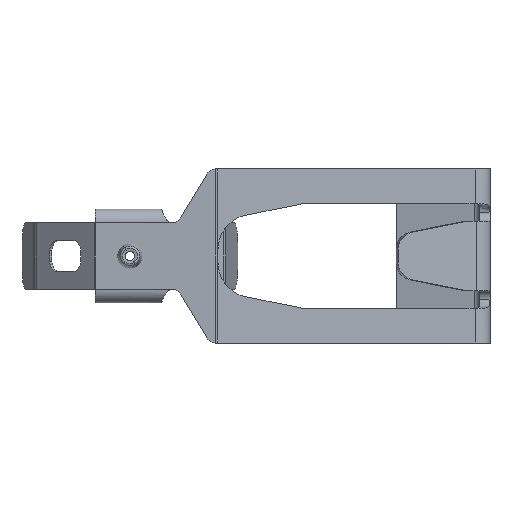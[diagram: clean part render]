
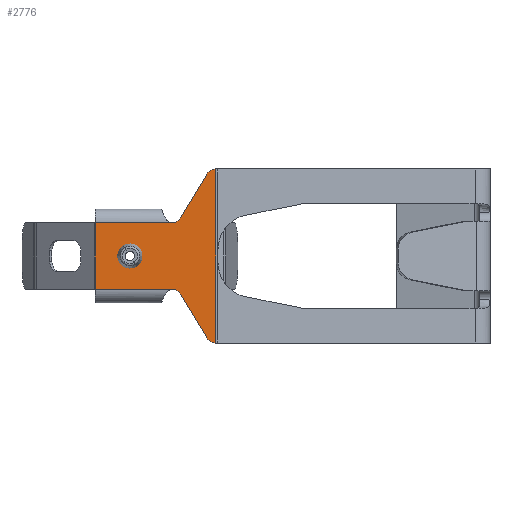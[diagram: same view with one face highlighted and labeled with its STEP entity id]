
A CAD part, left-side view. The second image highlights one B-rep face of the part: STEP entity #2776.
In plain terms, the highlighted planar face has unit normal (-1, 0, 0).
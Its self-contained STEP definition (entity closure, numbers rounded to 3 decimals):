
#439 = DIRECTION ( 'NONE',  ( 0., -0.515, 0.857 ) ) ;
#511 = EDGE_CURVE ( 'NONE', #1800, #5598, #4146, .T. ) ;
#512 = VECTOR ( 'NONE', #1579, 1000. ) ;
#597 = CIRCLE ( 'NONE', #2607, 3. ) ;
#598 = ORIENTED_EDGE ( 'NONE', *, *, #3198, .F. ) ;
#611 = CIRCLE ( 'NONE', #1367, 3. ) ;
#697 = EDGE_LOOP ( 'NONE', ( #5269, #1393 ) ) ;
#794 = AXIS2_PLACEMENT_3D ( 'NONE', #3356, #882, #4410 ) ;
#804 = DIRECTION ( 'NONE',  ( 0., 0., 1. ) ) ;
#882 = DIRECTION ( 'NONE',  ( 1., 0., 0. ) ) ;
#966 = EDGE_LOOP ( 'NONE', ( #1622, #2293, #3572, #4270, #1555, #1540, #598, #2067, #1262, #3142 ) ) ;
#1024 = EDGE_CURVE ( 'NONE', #5810, #5169, #5766, .T. ) ;
#1073 = CARTESIAN_POINT ( 'NONE',  ( -12.878, -45.939, -9.5 ) ) ;
#1262 = ORIENTED_EDGE ( 'NONE', *, *, #2230, .F. ) ;
#1367 = AXIS2_PLACEMENT_3D ( 'NONE', #2105, #5599, #2615 ) ;
#1393 = ORIENTED_EDGE ( 'NONE', *, *, #4017, .T. ) ;
#1396 = CARTESIAN_POINT ( 'NONE',  ( -12.878, -45.939, 25. ) ) ;
#1436 = CIRCLE ( 'NONE', #6066, 3. ) ;
#1454 = VERTEX_POINT ( 'NONE', #3725 ) ;
#1511 = LINE ( 'NONE', #3431, #4057 ) ;
#1540 = ORIENTED_EDGE ( 'NONE', *, *, #1024, .F. ) ;
#1555 = ORIENTED_EDGE ( 'NONE', *, *, #3769, .T. ) ;
#1579 = DIRECTION ( 'NONE',  ( 0., 1., 0. ) ) ;
#1591 = EDGE_CURVE ( 'NONE', #5427, #5196, #597, .T. ) ;
#1621 = VERTEX_POINT ( 'NONE', #2190 ) ;
#1622 = ORIENTED_EDGE ( 'NONE', *, *, #2484, .F. ) ;
#1626 = VECTOR ( 'NONE', #2154, 1000. ) ;
#1672 = LINE ( 'NONE', #5351, #2858 ) ;
#1800 = VERTEX_POINT ( 'NONE', #5809 ) ;
#1846 = LINE ( 'NONE', #1073, #512 ) ;
#1916 = CIRCLE ( 'NONE', #2754, 2.9 ) ;
#2067 = ORIENTED_EDGE ( 'NONE', *, *, #5198, .F. ) ;
#2098 = FACE_BOUND ( 'NONE', #697, .T. ) ;
#2105 = CARTESIAN_POINT ( 'NONE',  ( -12.878, 91.46, 12.5 ) ) ;
#2129 = AXIS2_PLACEMENT_3D ( 'NONE', #2762, #6253, #3273 ) ;
#2154 = DIRECTION ( 'NONE',  ( 0., 0.515, 0.857 ) ) ;
#2190 = CARTESIAN_POINT ( 'NONE',  ( -12.878, 88.887, 10.956 ) ) ;
#2210 = DIRECTION ( 'NONE',  ( 1., 0., 0. ) ) ;
#2230 = EDGE_CURVE ( 'NONE', #5196, #2457, #2971, .T. ) ;
#2268 = FACE_OUTER_BOUND ( 'NONE', #966, .T. ) ;
#2293 = ORIENTED_EDGE ( 'NONE', *, *, #511, .F. ) ;
#2301 = DIRECTION ( 'NONE',  ( -1., 0., 0. ) ) ;
#2368 = PLANE ( 'NONE',  #4334 ) ;
#2370 = CARTESIAN_POINT ( 'NONE',  ( -12.878, 78.844, 25. ) ) ;
#2375 = DIRECTION ( 'NONE',  ( 0., 1., 0. ) ) ;
#2417 = DIRECTION ( 'NONE',  ( -1., 0., 0. ) ) ;
#2451 = CARTESIAN_POINT ( 'NONE',  ( -12.878, 78.844, -24.999 ) ) ;
#2457 = VERTEX_POINT ( 'NONE', #5348 ) ;
#2484 = EDGE_CURVE ( 'NONE', #5598, #5427, #5165, .T. ) ;
#2570 = CARTESIAN_POINT ( 'NONE',  ( -12.878, 100.56, 0. ) ) ;
#2607 = AXIS2_PLACEMENT_3D ( 'NONE', #5683, #2698, #6183 ) ;
#2615 = DIRECTION ( 'NONE',  ( 0., 1., 0. ) ) ;
#2698 = DIRECTION ( 'NONE',  ( 1., 0., 0. ) ) ;
#2754 = AXIS2_PLACEMENT_3D ( 'NONE', #5205, #2210, #5702 ) ;
#2762 = CARTESIAN_POINT ( 'NONE',  ( -12.878, 103.46, 0. ) ) ;
#2776 = ADVANCED_FACE ( 'NONE', ( #2268, #2098 ), #2368, .T. ) ;
#2784 = CARTESIAN_POINT ( 'NONE',  ( -12.878, 113.46, 9.5 ) ) ;
#2858 = VECTOR ( 'NONE', #2375, 1000. ) ;
#2954 = VECTOR ( 'NONE', #804, 1000. ) ;
#2971 = LINE ( 'NONE', #5644, #1626 ) ;
#3142 = ORIENTED_EDGE ( 'NONE', *, *, #1591, .F. ) ;
#3198 = EDGE_CURVE ( 'NONE', #6359, #5810, #1846, .T. ) ;
#3273 = DIRECTION ( 'NONE',  ( 0., -1., 0. ) ) ;
#3331 = CARTESIAN_POINT ( 'NONE',  ( -12.878, 113.46, 22. ) ) ;
#3356 = CARTESIAN_POINT ( 'NONE',  ( -12.878, 78.761, 22. ) ) ;
#3376 = VECTOR ( 'NONE', #5870, 1000. ) ;
#3431 = CARTESIAN_POINT ( 'NONE',  ( -12.878, 88.887, 10.956 ) ) ;
#3572 = ORIENTED_EDGE ( 'NONE', *, *, #5415, .F. ) ;
#3624 = VERTEX_POINT ( 'NONE', #5179 ) ;
#3725 = CARTESIAN_POINT ( 'NONE',  ( -12.878, 91.46, 9.5 ) ) ;
#3740 = CARTESIAN_POINT ( 'NONE',  ( -12.878, 78.844, 24.999 ) ) ;
#3769 = EDGE_CURVE ( 'NONE', #1454, #5169, #1672, .T. ) ;
#4017 = EDGE_CURVE ( 'NONE', #3624, #4427, #5584, .T. ) ;
#4057 = VECTOR ( 'NONE', #439, 1000. ) ;
#4146 = CIRCLE ( 'NONE', #794, 3. ) ;
#4270 = ORIENTED_EDGE ( 'NONE', *, *, #4469, .F. ) ;
#4334 = AXIS2_PLACEMENT_3D ( 'NONE', #1396, #2417, #5916 ) ;
#4410 = DIRECTION ( 'NONE',  ( 0., -1., 0. ) ) ;
#4427 = VERTEX_POINT ( 'NONE', #2570 ) ;
#4469 = EDGE_CURVE ( 'NONE', #1454, #1621, #611, .T. ) ;
#4645 = CARTESIAN_POINT ( 'NONE',  ( -12.878, 91.46, -9.5 ) ) ;
#4906 = CARTESIAN_POINT ( 'NONE',  ( -12.878, 113.46, -9.5 ) ) ;
#5165 = LINE ( 'NONE', #2370, #3376 ) ;
#5169 = VERTEX_POINT ( 'NONE', #2784 ) ;
#5179 = CARTESIAN_POINT ( 'NONE',  ( -12.878, 106.36, 0. ) ) ;
#5196 = VERTEX_POINT ( 'NONE', #5769 ) ;
#5198 = EDGE_CURVE ( 'NONE', #2457, #6359, #1436, .T. ) ;
#5205 = CARTESIAN_POINT ( 'NONE',  ( -12.878, 103.46, 0. ) ) ;
#5269 = ORIENTED_EDGE ( 'NONE', *, *, #5571, .T. ) ;
#5300 = CARTESIAN_POINT ( 'NONE',  ( -12.878, 91.46, -12.5 ) ) ;
#5348 = CARTESIAN_POINT ( 'NONE',  ( -12.878, 88.887, -10.956 ) ) ;
#5351 = CARTESIAN_POINT ( 'NONE',  ( -12.878, -45.939, 9.5 ) ) ;
#5415 = EDGE_CURVE ( 'NONE', #1621, #1800, #1511, .T. ) ;
#5427 = VERTEX_POINT ( 'NONE', #2451 ) ;
#5571 = EDGE_CURVE ( 'NONE', #4427, #3624, #1916, .T. ) ;
#5584 = CIRCLE ( 'NONE', #2129, 2.9 ) ;
#5598 = VERTEX_POINT ( 'NONE', #3740 ) ;
#5599 = DIRECTION ( 'NONE',  ( -1., 0., 0. ) ) ;
#5644 = CARTESIAN_POINT ( 'NONE',  ( -12.878, 88.887, -10.956 ) ) ;
#5683 = CARTESIAN_POINT ( 'NONE',  ( -12.878, 78.761, -22. ) ) ;
#5702 = DIRECTION ( 'NONE',  ( 0., -1., 0. ) ) ;
#5766 = LINE ( 'NONE', #3331, #2954 ) ;
#5769 = CARTESIAN_POINT ( 'NONE',  ( -12.878, 81.334, -23.544 ) ) ;
#5799 = DIRECTION ( 'NONE',  ( 0., -1., 0. ) ) ;
#5809 = CARTESIAN_POINT ( 'NONE',  ( -12.878, 81.334, 23.544 ) ) ;
#5810 = VERTEX_POINT ( 'NONE', #4906 ) ;
#5870 = DIRECTION ( 'NONE',  ( 0., 0., -1. ) ) ;
#5916 = DIRECTION ( 'NONE',  ( 0., 1., 0. ) ) ;
#6066 = AXIS2_PLACEMENT_3D ( 'NONE', #5300, #2301, #5799 ) ;
#6183 = DIRECTION ( 'NONE',  ( 0., 1., 0. ) ) ;
#6253 = DIRECTION ( 'NONE',  ( 1., 0., 0. ) ) ;
#6359 = VERTEX_POINT ( 'NONE', #4645 ) ;
